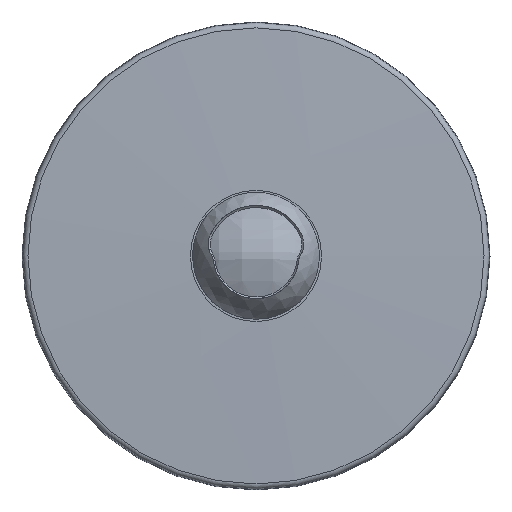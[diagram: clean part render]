
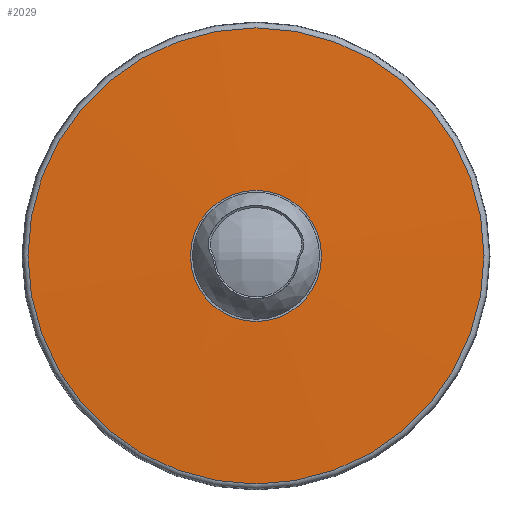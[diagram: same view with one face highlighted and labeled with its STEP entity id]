
A CAD part, top view. The second image highlights one B-rep face of the part: STEP entity #2029.
In plain terms, the highlighted spherical face has radius 1892 mm.
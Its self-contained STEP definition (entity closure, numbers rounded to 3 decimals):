
#135 = ORIENTED_EDGE ( 'NONE', *, *, #2190, .T. ) ;
#224 = FACE_OUTER_BOUND ( 'NONE', #1657, .T. ) ;
#405 = CIRCLE ( 'NONE', #1285, 23.806 ) ;
#409 = SPHERICAL_SURFACE ( 'NONE', #1029, 1892. ) ;
#442 = AXIS2_PLACEMENT_3D ( 'NONE', #1957, #1954, #1948 ) ;
#582 = CARTESIAN_POINT ( 'NONE',  ( 82.834, 0., 12.162 ) ) ;
#743 = VERTEX_POINT ( 'NONE', #582 ) ;
#778 = VERTEX_POINT ( 'NONE', #781 ) ;
#781 = CARTESIAN_POINT ( 'NONE',  ( 0., 23.806, 13.826 ) ) ;
#1029 = AXIS2_PLACEMENT_3D ( 'NONE', #1440, #1619, #2091 ) ;
#1123 = DIRECTION ( 'NONE',  ( 0., 0., -1. ) ) ;
#1192 = EDGE_CURVE ( 'NONE', #743, #743, #2005, .T. ) ;
#1285 = AXIS2_PLACEMENT_3D ( 'NONE', #2130, #1123, #2245 ) ;
#1440 = CARTESIAN_POINT ( 'NONE',  ( 0., 0., -1878.024 ) ) ;
#1519 = ORIENTED_EDGE ( 'NONE', *, *, #1192, .F. ) ;
#1565 = FACE_OUTER_BOUND ( 'NONE', #1837, .T. ) ;
#1619 = DIRECTION ( 'NONE',  ( 0.878, -0.479, 0. ) ) ;
#1657 = EDGE_LOOP ( 'NONE', ( #135 ) ) ;
#1837 = EDGE_LOOP ( 'NONE', ( #1519 ) ) ;
#1948 = DIRECTION ( 'NONE',  ( 1., 0., 0. ) ) ;
#1954 = DIRECTION ( 'NONE',  ( 0., 0., -1. ) ) ;
#1957 = CARTESIAN_POINT ( 'NONE',  ( 0., 0., 12.162 ) ) ;
#2005 = CIRCLE ( 'NONE', #442, 82.834 ) ;
#2029 = ADVANCED_FACE ( 'NONE', ( #1565, #224 ), #409, .T. ) ;
#2091 = DIRECTION ( 'NONE',  ( 0.479, 0.878, 0. ) ) ;
#2130 = CARTESIAN_POINT ( 'NONE',  ( 0., 0., 13.826 ) ) ;
#2190 = EDGE_CURVE ( 'NONE', #778, #778, #405, .T. ) ;
#2245 = DIRECTION ( 'NONE',  ( 0., 1., 0. ) ) ;
